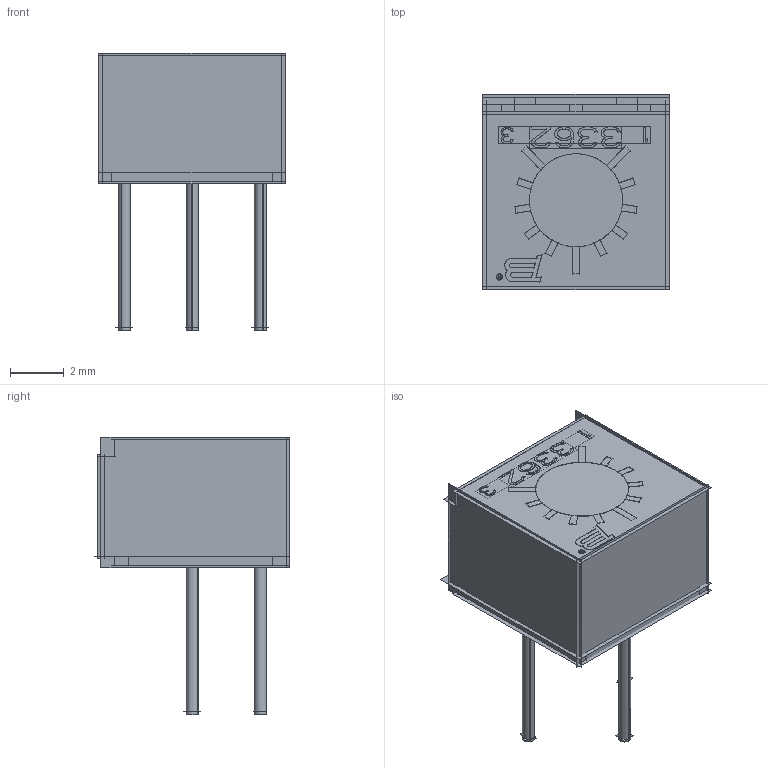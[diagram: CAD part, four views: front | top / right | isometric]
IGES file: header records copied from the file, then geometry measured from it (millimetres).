
Start section:  PTC IGES file: 3362P001.igs
Global section: file name: 3362P001.igs; native system: Pro/ENGINEER by Parametric Technology Corporation; preprocessor: 2010020; author: perryw1; organization: Unknown; date: 20101025.132517; units: inch
Bounding box: 6.97 x 7.32 x 10.37 mm (x, y, z)
Volume: 191.3 mm3; surface area: 2338.6 mm2
Topology: 5 solids, 7 shells, 1128 faces, 5602 edges, 6843 vertices
Faces by surface type: bspline 922, revolution 206
